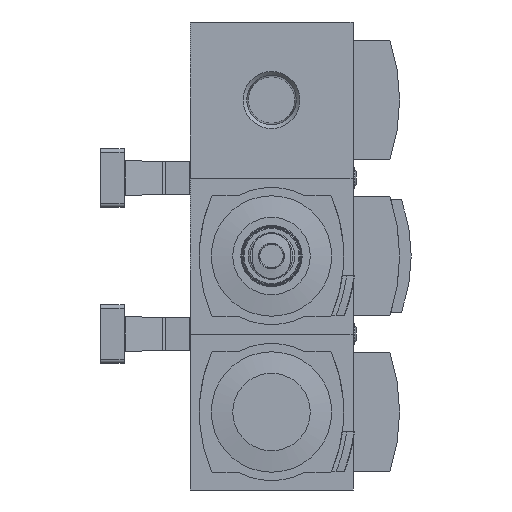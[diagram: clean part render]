
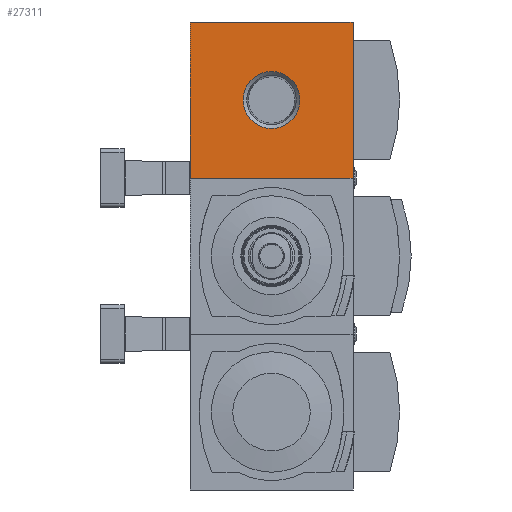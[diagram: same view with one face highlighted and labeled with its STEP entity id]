
A CAD part, front view. The second image highlights one B-rep face of the part: STEP entity #27311.
In plain terms, the highlighted planar face has unit normal (0, -1, 0).
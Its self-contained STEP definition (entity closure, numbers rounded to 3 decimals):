
#298=PLANE('',#28560);
#1053=LINE('',#36111,#3270);
#1159=LINE('',#36333,#3376);
#1174=LINE('',#36371,#3391);
#1244=LINE('',#36619,#3461);
#3270=VECTOR('',#30241,1000.);
#3376=VECTOR('',#30413,1000.);
#3391=VECTOR('',#30442,1000.);
#3461=VECTOR('',#30642,1000.);
#6198=ORIENTED_EDGE('',*,*,#12107,.F.);
#6199=ORIENTED_EDGE('',*,*,#11709,.F.);
#6200=ORIENTED_EDGE('',*,*,#11823,.F.);
#6201=ORIENTED_EDGE('',*,*,#11964,.F.);
#6202=ORIENTED_EDGE('',*,*,#11843,.F.);
#11709=EDGE_CURVE('',#14736,#14737,#1053,.T.);
#11823=EDGE_CURVE('',#14819,#14736,#1159,.T.);
#11843=EDGE_CURVE('',#14737,#14836,#1174,.T.);
#11964=EDGE_CURVE('',#14836,#14819,#1244,.T.);
#12107=EDGE_CURVE('',#15063,#15063,#16803,.T.);
#14736=VERTEX_POINT('',#36110);
#14737=VERTEX_POINT('',#36112);
#14819=VERTEX_POINT('',#36332);
#14836=VERTEX_POINT('',#36372);
#15063=VERTEX_POINT('',#36903);
#16803=CIRCLE('',#28561,7.33);
#17390=EDGE_LOOP('',(#6198));
#17391=EDGE_LOOP('',(#6199,#6200,#6201,#6202));
#18651=FACE_BOUND('',#17390,.T.);
#18652=FACE_BOUND('',#17391,.T.);
#27311=ADVANCED_FACE('',(#18651,#18652),#298,.F.);
#28560=AXIS2_PLACEMENT_3D('',#36901,#30873,#30874);
#28561=AXIS2_PLACEMENT_3D('',#36902,#30875,#30876);
#30241=DIRECTION('',(0.,0.,1.));
#30413=DIRECTION('',(-1.,0.,0.));
#30442=DIRECTION('',(1.,0.,0.));
#30642=DIRECTION('',(0.,0.,-1.));
#30873=DIRECTION('',(0.,1.,0.));
#30874=DIRECTION('',(0.,0.,1.));
#30875=DIRECTION('',(0.,-1.,0.));
#30876=DIRECTION('',(1.,0.,0.));
#36110=CARTESIAN_POINT('',(-21.,-31.5,-20.1));
#36111=CARTESIAN_POINT('',(-21.,-31.5,-20.1));
#36112=CARTESIAN_POINT('',(-21.,-31.5,20.1));
#36332=CARTESIAN_POINT('',(21.,-31.5,-20.1));
#36333=CARTESIAN_POINT('',(21.,-31.5,-20.1));
#36371=CARTESIAN_POINT('',(-21.,-31.5,20.1));
#36372=CARTESIAN_POINT('',(21.,-31.5,20.1));
#36619=CARTESIAN_POINT('',(21.,-31.5,20.1));
#36901=CARTESIAN_POINT('',(0.,-31.5,0.));
#36902=CARTESIAN_POINT('',(0.,-31.5,0.));
#36903=CARTESIAN_POINT('',(7.33,-31.5,0.));
